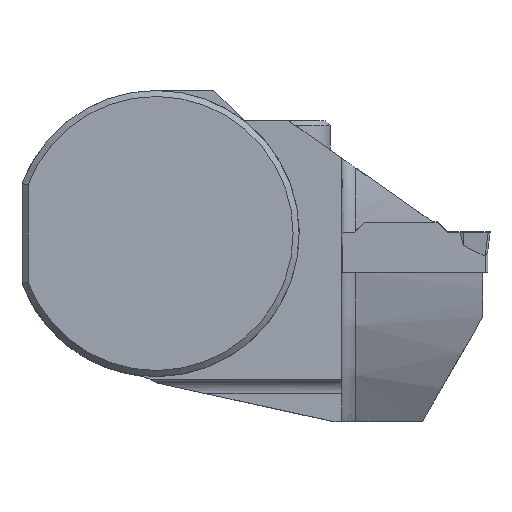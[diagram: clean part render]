
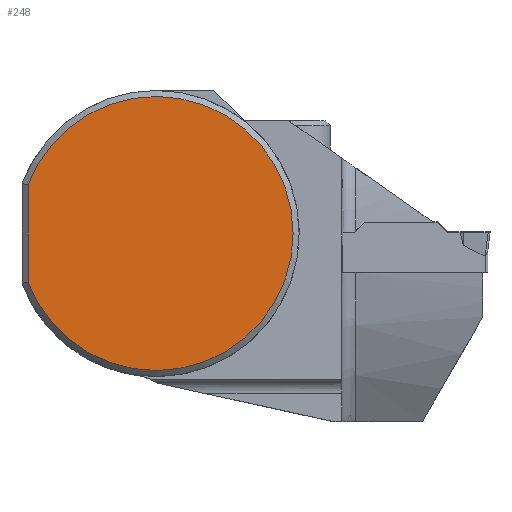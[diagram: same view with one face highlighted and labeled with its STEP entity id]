
A CAD part, top view. The second image highlights one B-rep face of the part: STEP entity #248.
In plain terms, the highlighted planar face has unit normal (0, 0, 1).
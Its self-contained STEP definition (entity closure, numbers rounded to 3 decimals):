
#185=CIRCLE('',#1836,15.325);
#248=ADVANCED_FACE('',(#382),#318,.F.);
#318=PLANE('',#1839);
#382=FACE_OUTER_BOUND('',#469,.T.);
#469=EDGE_LOOP('',(#839,#840));
#839=ORIENTED_EDGE('',*,*,#1302,.F.);
#840=ORIENTED_EDGE('',*,*,#1310,.T.);
#1098=VERTEX_POINT('',#2961);
#1099=VERTEX_POINT('',#2966);
#1302=EDGE_CURVE('',#1099,#1098,#1458,.T.);
#1310=EDGE_CURVE('',#1099,#1098,#185,.T.);
#1458=LINE('',#2967,#1594);
#1594=VECTOR('',#2186,1.);
#1836=AXIS2_PLACEMENT_3D('',#2985,#2209,#2210);
#1839=AXIS2_PLACEMENT_3D('',#2988,#2215,#2216);
#2186=DIRECTION('',(0.,1.,0.));
#2209=DIRECTION('',(0.,0.,1.));
#2210=DIRECTION('',(1.,0.,0.));
#2215=DIRECTION('',(0.,0.,-1.));
#2216=DIRECTION('',(1.,0.,0.));
#2961=CARTESIAN_POINT('',(-14.325,5.445,0.));
#2966=CARTESIAN_POINT('',(-14.325,-5.445,0.));
#2967=CARTESIAN_POINT('',(-14.325,16.,0.));
#2985=CARTESIAN_POINT('',(0.,0.,0.));
#2988=CARTESIAN_POINT('',(0.,0.,0.));
